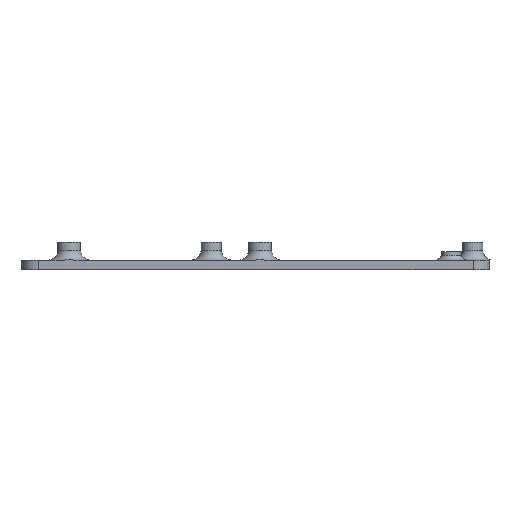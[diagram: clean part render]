
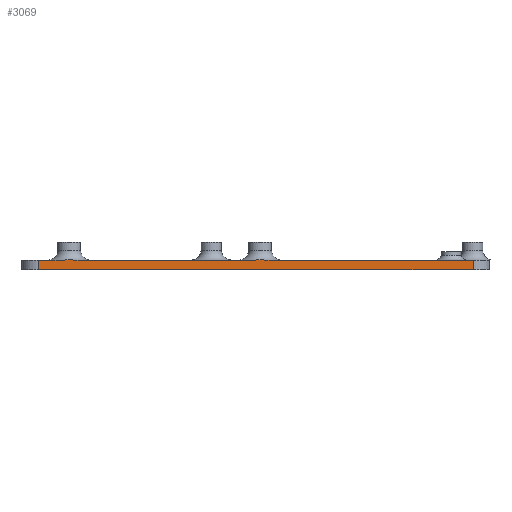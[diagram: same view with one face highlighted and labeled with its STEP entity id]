
A CAD part, left-side view. The second image highlights one B-rep face of the part: STEP entity #3069.
In plain terms, the highlighted planar face has unit normal (-1, 0, 0).
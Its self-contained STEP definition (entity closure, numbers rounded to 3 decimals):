
#36=B_SPLINE_CURVE_WITH_KNOTS('',3,(#5066,#5067,#5068,#5069,#5070,#5071,
#5072,#5073,#5074,#5075),.UNSPECIFIED.,.F.,.F.,(4,2,2,2,4),(1.432,
1.51,1.688,1.866,1.944),
 .UNSPECIFIED.);
#37=B_SPLINE_CURVE_WITH_KNOTS('',3,(#5106,#5107,#5108,#5109,#5110,#5111,
#5112,#5113,#5114,#5115),.UNSPECIFIED.,.F.,.F.,(4,2,2,2,4),(1.432,
1.51,1.688,1.866,1.944),
 .UNSPECIFIED.);
#170=PLANE('',#3423);
#321=FACE_OUTER_BOUND('',#546,.T.);
#546=EDGE_LOOP('',(#2799,#2800,#2801,#2802,#2803,#2804,#2805,#2806));
#572=LINE('',#4415,#804);
#638=LINE('',#4701,#870);
#639=LINE('',#4707,#871);
#640=LINE('',#4713,#872);
#774=LINE('',#5252,#1006);
#777=LINE('',#5259,#1009);
#804=VECTOR('',#3463,10.);
#870=VECTOR('',#3695,10.);
#871=VECTOR('',#3700,10.);
#872=VECTOR('',#3705,10.);
#1006=VECTOR('',#4245,10.);
#1009=VECTOR('',#4256,10.);
#1237=VERTEX_POINT('',#4412);
#1238=VERTEX_POINT('',#4414);
#1374=VERTEX_POINT('',#4698);
#1375=VERTEX_POINT('',#4700);
#1377=VERTEX_POINT('',#4704);
#1378=VERTEX_POINT('',#4706);
#1380=VERTEX_POINT('',#4710);
#1381=VERTEX_POINT('',#4712);
#1533=EDGE_CURVE('',#1237,#1238,#572,.T.);
#1676=EDGE_CURVE('',#1374,#1375,#638,.F.);
#1679=EDGE_CURVE('',#1377,#1378,#639,.F.);
#1682=EDGE_CURVE('',#1380,#1381,#640,.F.);
#1837=EDGE_CURVE('',#1377,#1375,#36,.F.);
#1853=EDGE_CURVE('',#1380,#1378,#37,.F.);
#1929=EDGE_CURVE('',#1238,#1374,#774,.T.);
#1932=EDGE_CURVE('',#1381,#1237,#777,.T.);
#2799=ORIENTED_EDGE('',*,*,#1929,.F.);
#2800=ORIENTED_EDGE('',*,*,#1533,.F.);
#2801=ORIENTED_EDGE('',*,*,#1932,.F.);
#2802=ORIENTED_EDGE('',*,*,#1682,.F.);
#2803=ORIENTED_EDGE('',*,*,#1853,.T.);
#2804=ORIENTED_EDGE('',*,*,#1679,.F.);
#2805=ORIENTED_EDGE('',*,*,#1837,.T.);
#2806=ORIENTED_EDGE('',*,*,#1676,.F.);
#3069=ADVANCED_FACE('',(#321),#170,.F.);
#3423=AXIS2_PLACEMENT_3D('',#5317,#4346,#4347);
#3463=DIRECTION('',(0.,1.,0.));
#3695=DIRECTION('',(0.,1.,0.));
#3700=DIRECTION('',(0.,1.,0.));
#3705=DIRECTION('',(0.,1.,0.));
#4245=DIRECTION('',(0.,0.,1.));
#4256=DIRECTION('',(0.,0.,-1.));
#4346=DIRECTION('center_axis',(1.,0.,0.));
#4347=DIRECTION('ref_axis',(0.,-1.,0.));
#4412=CARTESIAN_POINT('',(-66.5,-66.5,-0.5));
#4414=CARTESIAN_POINT('',(-66.5,65.5,-0.5));
#4415=CARTESIAN_POINT('',(-66.5,35.25,-0.5));
#4698=CARTESIAN_POINT('',(-66.5,65.5,2.5));
#4700=CARTESIAN_POINT('',(-66.5,58.915,2.5));
#4701=CARTESIAN_POINT('',(-66.5,35.25,2.5));
#4704=CARTESIAN_POINT('',(-66.5,53.459,2.5));
#4706=CARTESIAN_POINT('',(-66.5,0.915,2.5));
#4707=CARTESIAN_POINT('',(-66.5,35.25,2.5));
#4710=CARTESIAN_POINT('',(-66.5,-4.541,2.5));
#4712=CARTESIAN_POINT('',(-66.5,-66.5,2.5));
#4713=CARTESIAN_POINT('',(-66.5,35.25,2.5));
#5066=CARTESIAN_POINT('Ctrl Pts',(-66.5,58.915,2.5));
#5067=CARTESIAN_POINT('Ctrl Pts',(-66.5,58.657,2.5));
#5068=CARTESIAN_POINT('Ctrl Pts',(-66.5,58.346,2.507));
#5069=CARTESIAN_POINT('Ctrl Pts',(-66.5,57.494,2.534));
#5070=CARTESIAN_POINT('Ctrl Pts',(-66.5,56.781,2.561));
#5071=CARTESIAN_POINT('Ctrl Pts',(-66.5,55.593,2.561));
#5072=CARTESIAN_POINT('Ctrl Pts',(-66.5,54.88,2.534));
#5073=CARTESIAN_POINT('Ctrl Pts',(-66.5,54.028,2.507));
#5074=CARTESIAN_POINT('Ctrl Pts',(-66.5,53.717,2.5));
#5075=CARTESIAN_POINT('Ctrl Pts',(-66.5,53.459,2.5));
#5106=CARTESIAN_POINT('Ctrl Pts',(-66.5,0.915,2.5));
#5107=CARTESIAN_POINT('Ctrl Pts',(-66.5,0.657,2.5));
#5108=CARTESIAN_POINT('Ctrl Pts',(-66.5,0.346,2.507));
#5109=CARTESIAN_POINT('Ctrl Pts',(-66.5,-0.506,2.534));
#5110=CARTESIAN_POINT('Ctrl Pts',(-66.5,-1.219,2.561));
#5111=CARTESIAN_POINT('Ctrl Pts',(-66.5,-2.407,2.561));
#5112=CARTESIAN_POINT('Ctrl Pts',(-66.5,-3.12,2.534));
#5113=CARTESIAN_POINT('Ctrl Pts',(-66.5,-3.972,2.507));
#5114=CARTESIAN_POINT('Ctrl Pts',(-66.5,-4.283,2.5));
#5115=CARTESIAN_POINT('Ctrl Pts',(-66.5,-4.541,2.5));
#5252=CARTESIAN_POINT('',(-66.5,65.5,1.));
#5259=CARTESIAN_POINT('',(-66.5,-66.5,2.));
#5317=CARTESIAN_POINT('Origin',(-66.5,70.5,2.));
